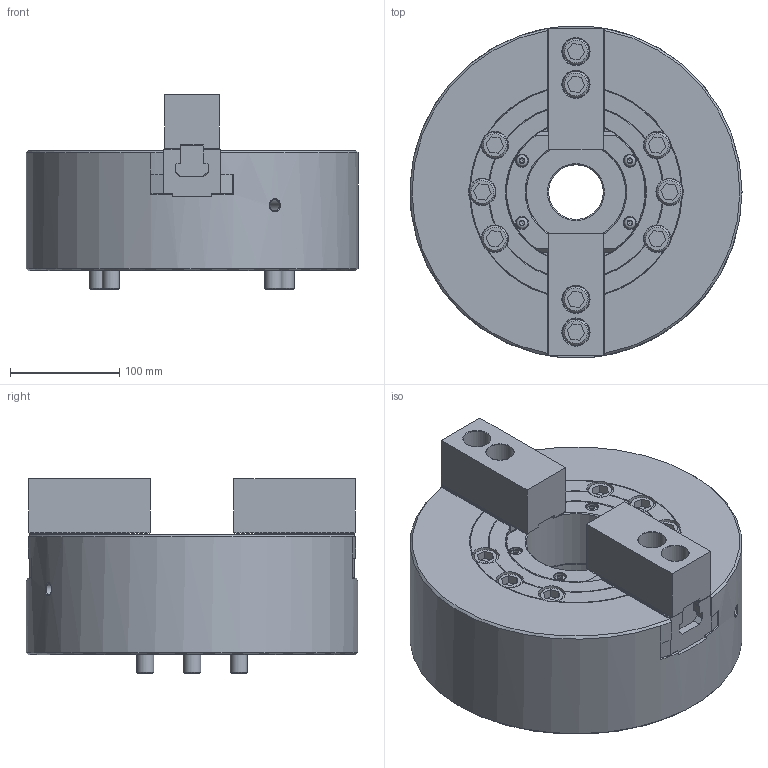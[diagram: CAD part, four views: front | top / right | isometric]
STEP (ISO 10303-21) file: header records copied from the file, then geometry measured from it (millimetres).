
FILE_DESCRIPTION(/* description */ ('Unknown'),/* implementation_level */ '2;1');
FILE_NAME(/* name */ 'BT212-Solid',/* time_stamp */ '2019-08-13T17:00:17+01:00',/* author */ ('Unknown'),/* organization */ ('Unknown'),/* preprocessor_version */ 'ST-DEVELOPER v16.7',/* originating_system */ 'DEX',/* authorisation */ $);
FILE_SCHEMA (('AUTOMOTIVE_DESIGN {1 0 10303 214 3 1 1}'));
Products named in the file (1): BT212_mid stroke
Bounding box: 303.88 x 303.83 x 178.2 mm (x, y, z)
Volume: 7194376.7 mm3; surface area: 752210.3 mm2
Topology: 31 solids, 31 shells, 3238 faces, 9266 edges, 6138 vertices
Faces by surface type: plane 2208, cylinder 773, cone 203, torus 44, bspline 6, sphere 4
Full cylindrical faces by diameter (mm): 5.2 x4, 5.795 x4, 6.6 x4, 6.8 x3, 8.5 x6, 9.732 x6, 10.3 x2, 10.5 x4, 11 x10, 14 x4, 15 x1, 15.682 x10, 16 x6, 17 x16, 24 x10, 25 x10, 50 x1, 91 x2, 96 x2, 101 x1, 108 x2, 220 x1, 304 x1
Entity records: 104170 total; most frequent: CARTESIAN_POINT 19361, ORIENTED_EDGE 17856, DIRECTION 17130, EDGE_CURVE 8928, LINE 6722, VECTOR 6722, VERTEX_POINT 6061, AXIS2_PLACEMENT_3D 5204
